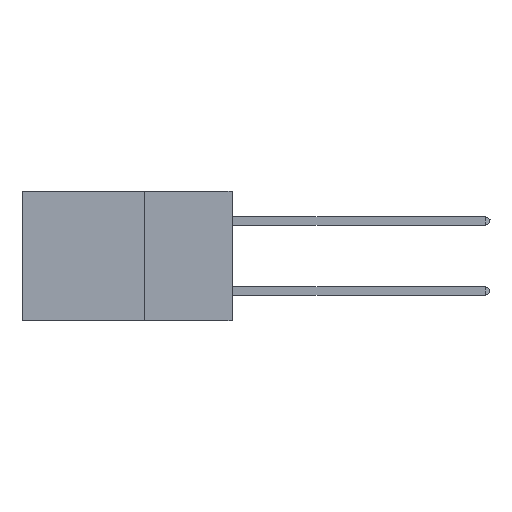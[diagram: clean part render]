
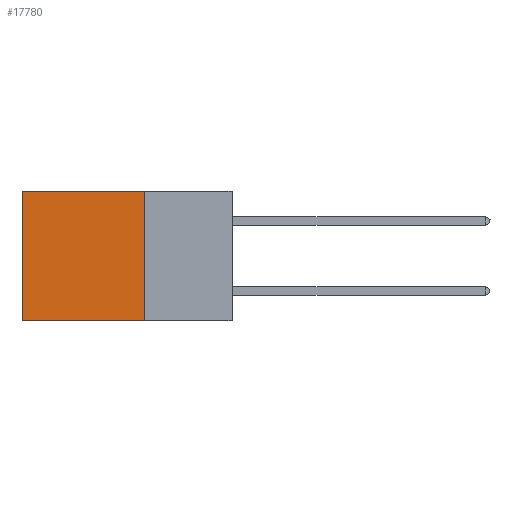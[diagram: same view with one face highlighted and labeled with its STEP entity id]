
A CAD part, left-side view. The second image highlights one B-rep face of the part: STEP entity #17780.
In plain terms, the highlighted planar face has unit normal (-1, 0, 0).
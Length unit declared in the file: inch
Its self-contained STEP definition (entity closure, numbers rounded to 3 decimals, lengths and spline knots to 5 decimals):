
#762 = FACE_OUTER_BOUND ( 'NONE', #20309, .T. ) ;
#1043 = DIRECTION ( 'NONE',  ( 1., 0., 0. ) ) ;
#1324 = PLANE ( 'NONE',  #19668 ) ;
#2451 = VECTOR ( 'NONE', #10890, 39.37008 ) ;
#3702 = ORIENTED_EDGE ( 'NONE', *, *, #18401, .T. ) ;
#4268 = CARTESIAN_POINT ( 'NONE',  ( 0.2875, 0.25, -0.37 ) ) ;
#7975 = VECTOR ( 'NONE', #27882, 39.37008 ) ;
#8716 = VERTEX_POINT ( 'NONE', #26956 ) ;
#9220 = DIRECTION ( 'NONE',  ( 0., 0., -1. ) ) ;
#9255 = CARTESIAN_POINT ( 'NONE',  ( 0.2875, 0.25, -0.37 ) ) ;
#9280 = ORIENTED_EDGE ( 'NONE', *, *, #26044, .F. ) ;
#10890 = DIRECTION ( 'NONE',  ( 0., 1., 0. ) ) ;
#12104 = VERTEX_POINT ( 'NONE', #20192 ) ;
#12449 = DIRECTION ( 'NONE',  ( 0., 1., 0. ) ) ;
#12566 = CARTESIAN_POINT ( 'NONE',  ( 0.2875, 0.25, 0. ) ) ;
#13075 = ORIENTED_EDGE ( 'NONE', *, *, #26707, .T. ) ;
#15053 = LINE ( 'NONE', #12566, #7975 ) ;
#17780 = ADVANCED_FACE ( 'NONE', ( #762 ), #1324, .F. ) ;
#18401 = EDGE_CURVE ( 'NONE', #20406, #8716, #19264, .T. ) ;
#18587 = CARTESIAN_POINT ( 'NONE',  ( 0.2875, 0.25, 0. ) ) ;
#18692 = CARTESIAN_POINT ( 'NONE',  ( 0.2875, 0.6, 0. ) ) ;
#18773 = CARTESIAN_POINT ( 'NONE',  ( 0.2875, 0.25, 0. ) ) ;
#19264 = LINE ( 'NONE', #23517, #23710 ) ;
#19668 = AXIS2_PLACEMENT_3D ( 'NONE', #18587, #1043, #27503 ) ;
#20192 = CARTESIAN_POINT ( 'NONE',  ( 0.2875, 0.6, -0.37 ) ) ;
#20309 = EDGE_LOOP ( 'NONE', ( #13075, #9280, #22941, #3702 ) ) ;
#20406 = VERTEX_POINT ( 'NONE', #18773 ) ;
#22033 = VECTOR ( 'NONE', #9220, 39.37008 ) ;
#22624 = EDGE_CURVE ( 'NONE', #20406, #26586, #15053, .T. ) ;
#22657 = LINE ( 'NONE', #18692, #22033 ) ;
#22941 = ORIENTED_EDGE ( 'NONE', *, *, #22624, .F. ) ;
#23517 = CARTESIAN_POINT ( 'NONE',  ( 0.2875, 0.25, 0. ) ) ;
#23710 = VECTOR ( 'NONE', #12449, 39.37008 ) ;
#24738 = LINE ( 'NONE', #9255, #2451 ) ;
#26044 = EDGE_CURVE ( 'NONE', #26586, #12104, #24738, .T. ) ;
#26586 = VERTEX_POINT ( 'NONE', #4268 ) ;
#26707 = EDGE_CURVE ( 'NONE', #8716, #12104, #22657, .T. ) ;
#26956 = CARTESIAN_POINT ( 'NONE',  ( 0.2875, 0.6, 0. ) ) ;
#27503 = DIRECTION ( 'NONE',  ( 0., 0., -1. ) ) ;
#27882 = DIRECTION ( 'NONE',  ( 0., 0., -1. ) ) ;
